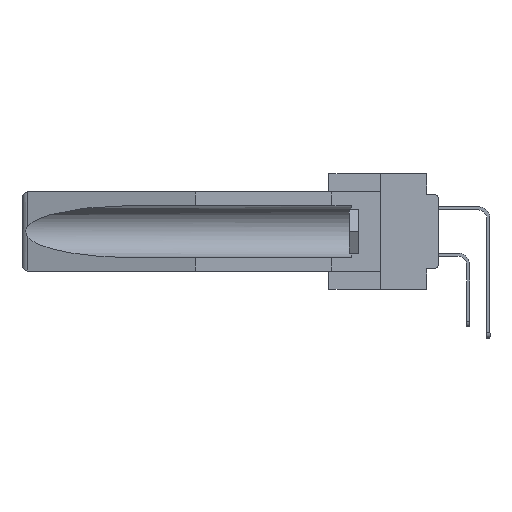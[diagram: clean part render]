
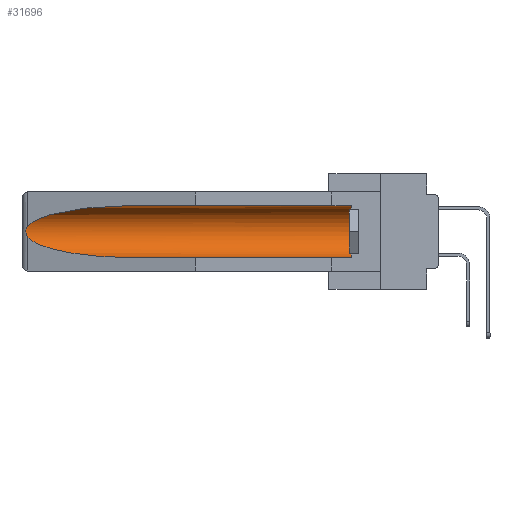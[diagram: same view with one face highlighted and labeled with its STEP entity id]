
A CAD part, left-side view. The second image highlights one B-rep face of the part: STEP entity #31696.
In plain terms, the highlighted cylindrical face has radius 2.857 mm (diameter 5.715 mm), a partial arc.
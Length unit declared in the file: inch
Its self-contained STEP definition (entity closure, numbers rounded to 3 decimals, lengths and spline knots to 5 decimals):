
#388 = ORIENTED_EDGE ( 'NONE', *, *, #15955, .T. ) ;
#929 = DIRECTION ( 'NONE',  ( 0., 0., 1. ) ) ;
#953 = B_SPLINE_CURVE_WITH_KNOTS ( 'NONE', 3,
 ( #10533, #35792, #5155, #33181, #7574, #7396, #32814, #21691, #30200, #30560 ),
 .UNSPECIFIED., .F., .F.,
 ( 4, 2, 2, 2, 4 ),
 ( 0., 0.00029, 0.00058, 0.00087, 0.00117 ),
 .UNSPECIFIED. ) ;
#4442 = ORIENTED_EDGE ( 'NONE', *, *, #21650, .T. ) ;
#5155 = CARTESIAN_POINT ( 'NONE',  ( 0.26654, 1.53092, -0.15636 ) ) ;
#5306 = LINE ( 'NONE', #7922, #23744 ) ;
#5997 = VERTEX_POINT ( 'NONE', #19693 ) ;
#6913 = EDGE_CURVE ( 'NONE', #16270, #25238, #24282, .T. ) ;
#7396 = CARTESIAN_POINT ( 'NONE',  ( 0.2675, 1.53308, -0.17534 ) ) ;
#7574 = CARTESIAN_POINT ( 'NONE',  ( 0.2675, 1.53308, -0.16763 ) ) ;
#7922 = CARTESIAN_POINT ( 'NONE',  ( 0.155, -0.30754, -0.284 ) ) ;
#8970 = DIRECTION ( 'NONE',  ( 0., 1., 0. ) ) ;
#9609 = CARTESIAN_POINT ( 'NONE',  ( 0.155, -0.30754, -0.1715 ) ) ;
#9793 = DIRECTION ( 'NONE',  ( 0., 1., 0. ) ) ;
#10137 = EDGE_CURVE ( 'NONE', #17999, #25238, #5306, .T. ) ;
#10533 = CARTESIAN_POINT ( 'NONE',  ( 0.26537, 1.52718, -0.14972 ) ) ;
#13033 = CARTESIAN_POINT ( 'NONE',  ( 0.26537, 1.52718, -0.19328 ) ) ;
#14010 = DIRECTION ( 'NONE',  ( 0., 1., 0. ) ) ;
#14612 = ORIENTED_EDGE ( 'NONE', *, *, #28243, .T. ) ;
#14994 = FACE_OUTER_BOUND ( 'NONE', #22237, .T. ) ;
#15191 = CARTESIAN_POINT ( 'NONE',  ( 0.26537, 1.52718, -0.19328 ) ) ;
#15369 = CARTESIAN_POINT ( 'NONE',  ( 0.25451, 1.48313, -0.09465 ) ) ;
#15773 = CIRCLE ( 'NONE', #30561, 0.1125 ) ;
#15955 = EDGE_CURVE ( 'NONE', #25445, #5997, #20267, .T. ) ;
#16270 = VERTEX_POINT ( 'NONE', #13033 ) ;
#16911 = CARTESIAN_POINT ( 'NONE',  ( 0.155, 1.07973, -0.059 ) ) ;
#17459 = ORIENTED_EDGE ( 'NONE', *, *, #23483, .T. ) ;
#17999 = VERTEX_POINT ( 'NONE', #23657 ) ;
#19693 = CARTESIAN_POINT ( 'NONE',  ( 0.26537, 1.52718, -0.14972 ) ) ;
#20044 = CARTESIAN_POINT ( 'NONE',  ( 0.21114, 1.30732, -0.284 ) ) ;
#20267 =( BOUNDED_CURVE ( )  B_SPLINE_CURVE ( 3, ( #35609, #24111, #15369, #26697 ),
 .UNSPECIFIED., .F., .F. ) 
 B_SPLINE_CURVE_WITH_KNOTS ( ( 4, 4 ),
 ( 4.71239, 6.08839 ),
 .UNSPECIFIED. ) 
 CURVE ( )  GEOMETRIC_REPRESENTATION_ITEM ( )  RATIONAL_B_SPLINE_CURVE ( ( 1., 0.848, 0.848, 1. ) ) 
 REPRESENTATION_ITEM ( '' )  );
#20300 = LINE ( 'NONE', #23264, #26440 ) ;
#20421 = CARTESIAN_POINT ( 'NONE',  ( 0.155, 1.07973, -0.284 ) ) ;
#21311 = DIRECTION ( 'NONE',  ( 0., 0., 1. ) ) ;
#21650 = EDGE_CURVE ( 'NONE', #17999, #22864, #15773, .T. ) ;
#21691 = CARTESIAN_POINT ( 'NONE',  ( 0.26655, 1.53094, -0.18657 ) ) ;
#22237 = EDGE_LOOP ( 'NONE', ( #388, #17459, #22838, #32656, #4442, #14612 ) ) ;
#22838 = ORIENTED_EDGE ( 'NONE', *, *, #6913, .T. ) ;
#22864 = VERTEX_POINT ( 'NONE', #36471 ) ;
#23264 = CARTESIAN_POINT ( 'NONE',  ( 0.155, -0.30754, -0.059 ) ) ;
#23483 = EDGE_CURVE ( 'NONE', #5997, #16270, #953, .T. ) ;
#23657 = CARTESIAN_POINT ( 'NONE',  ( 0.155, 0.126, -0.284 ) ) ;
#23744 = VECTOR ( 'NONE', #14010, 39.37008 ) ;
#24111 = CARTESIAN_POINT ( 'NONE',  ( 0.21114, 1.30732, -0.059 ) ) ;
#24282 =( BOUNDED_CURVE ( )  B_SPLINE_CURVE ( 3, ( #15191, #26517, #20044, #20421 ),
 .UNSPECIFIED., .F., .F. ) 
 B_SPLINE_CURVE_WITH_KNOTS ( ( 4, 4 ),
 ( 0.1948, 1.5708 ),
 .UNSPECIFIED. ) 
 CURVE ( )  GEOMETRIC_REPRESENTATION_ITEM ( )  RATIONAL_B_SPLINE_CURVE ( ( 1., 0.848, 0.848, 1. ) ) 
 REPRESENTATION_ITEM ( '' )  );
#24335 = CARTESIAN_POINT ( 'NONE',  ( 0.155, 0.126, -0.1715 ) ) ;
#25238 = VERTEX_POINT ( 'NONE', #33619 ) ;
#25445 = VERTEX_POINT ( 'NONE', #16911 ) ;
#26440 = VECTOR ( 'NONE', #8970, 39.37008 ) ;
#26517 = CARTESIAN_POINT ( 'NONE',  ( 0.25451, 1.48313, -0.24835 ) ) ;
#26697 = CARTESIAN_POINT ( 'NONE',  ( 0.26537, 1.52718, -0.14972 ) ) ;
#28243 = EDGE_CURVE ( 'NONE', #22864, #25445, #20300, .T. ) ;
#30200 = CARTESIAN_POINT ( 'NONE',  ( 0.26597, 1.5296, -0.19026 ) ) ;
#30560 = CARTESIAN_POINT ( 'NONE',  ( 0.26537, 1.52718, -0.19328 ) ) ;
#30561 = AXIS2_PLACEMENT_3D ( 'NONE', #24335, #35282, #929 ) ;
#31696 = ADVANCED_FACE ( 'NONE', ( #14994 ), #35054, .F. ) ;
#32656 = ORIENTED_EDGE ( 'NONE', *, *, #10137, .F. ) ;
#32814 = CARTESIAN_POINT ( 'NONE',  ( 0.2673, 1.53269, -0.17917 ) ) ;
#33181 = CARTESIAN_POINT ( 'NONE',  ( 0.2673, 1.5327, -0.16383 ) ) ;
#33619 = CARTESIAN_POINT ( 'NONE',  ( 0.155, 1.07973, -0.284 ) ) ;
#34866 = AXIS2_PLACEMENT_3D ( 'NONE', #9609, #9793, #21311 ) ;
#35054 = CYLINDRICAL_SURFACE ( 'NONE', #34866, 0.1125 ) ;
#35282 = DIRECTION ( 'NONE',  ( 0., -1., 0. ) ) ;
#35609 = CARTESIAN_POINT ( 'NONE',  ( 0.155, 1.07973, -0.059 ) ) ;
#35792 = CARTESIAN_POINT ( 'NONE',  ( 0.26597, 1.52961, -0.15275 ) ) ;
#36471 = CARTESIAN_POINT ( 'NONE',  ( 0.155, 0.126, -0.059 ) ) ;
